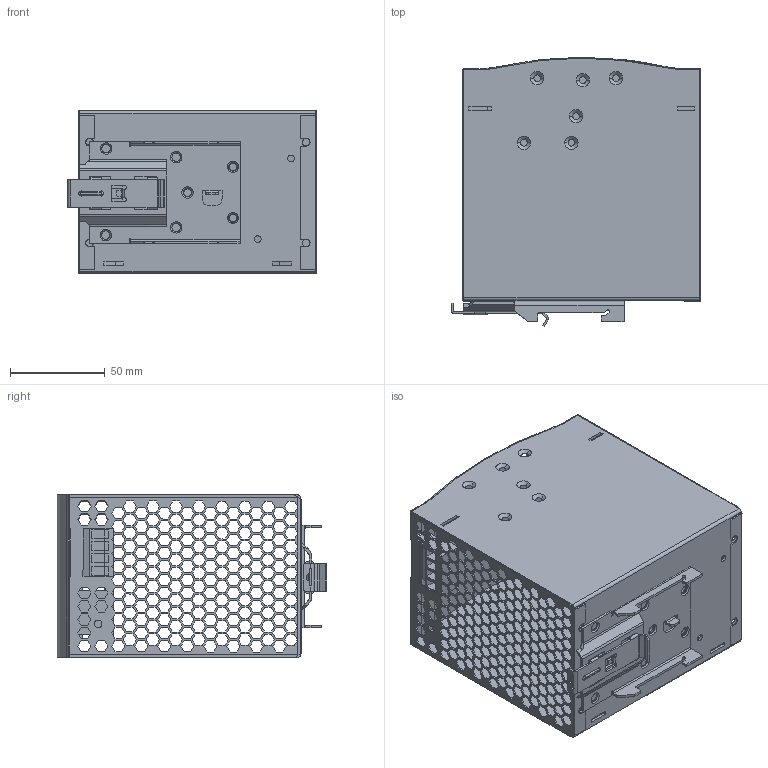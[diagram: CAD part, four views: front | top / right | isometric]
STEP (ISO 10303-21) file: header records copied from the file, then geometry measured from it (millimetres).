
FILE_DESCRIPTION (( 'STEP AP214' ), '1' );
FILE_NAME ('CDKN-480W軞蚾.STEP', '2025-03-11T02:49:55', ( 'China' ), ( 'Home' ), 'SwSTEP 2.0', 'SolidWorks 2019', '' );
FILE_SCHEMA (( 'AUTOMOTIVE_DESIGN' ));
Length unit declared in the file: millimetre
Products named in the file (7): 傷赽4p; KN240絳寢釱; CDKN-480W軞蚾; CDKN-480W菁釱; CDKN-480W奻裔; KN絳寢饜璃75-120W; 傷赽3p
Assembly tree (6 placements, depth 2):
  CDKN-480W軞蚾
    CDKN-480W菁釱
    CDKN-480W奻裔
    KN240絳寢釱
    KN絳寢饜璃75-120W
    傷赽3p
    傷赽4p
Bounding box: 131.26 x 141.9 x 85.62 mm (x, y, z)
Volume: 87594.2 mm3; surface area: 145746.4 mm2
Topology: 7 solids, 7 shells, 2903 faces, 8484 edges, 5609 vertices
Faces by surface type: plane 2650, cylinder 221, cone 28, torus 4
Entity records: 96626 total; most frequent: CARTESIAN_POINT 17435, ORIENTED_EDGE 16968, DIRECTION 14713, EDGE_CURVE 8484, LINE 7971, VECTOR 7971, VERTEX_POINT 5609, EDGE_LOOP 3761
